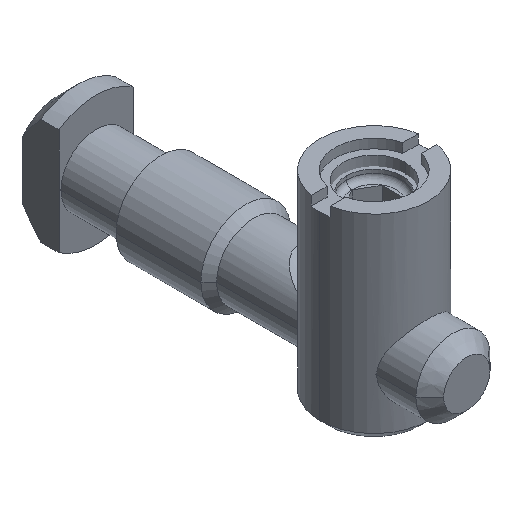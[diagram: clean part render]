
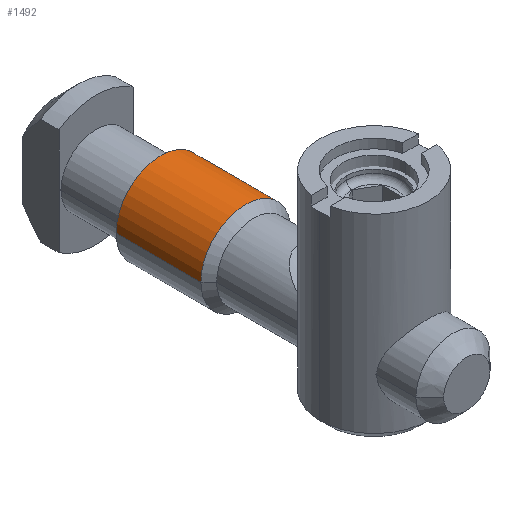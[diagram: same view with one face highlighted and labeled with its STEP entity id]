
A CAD part, isometric view. The second image highlights one B-rep face of the part: STEP entity #1492.
In plain terms, the highlighted cylindrical face has radius 4.85 mm (diameter 9.7 mm), a partial arc.
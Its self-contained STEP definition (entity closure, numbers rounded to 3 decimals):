
#6 = VERTEX_POINT ( 'NONE', #1556 ) ;
#118 = FACE_OUTER_BOUND ( 'NONE', #1173, .T. ) ;
#169 = CYLINDRICAL_SURFACE ( 'NONE', #2110, 4.85 ) ;
#298 = ORIENTED_EDGE ( 'NONE', *, *, #1667, .T. ) ;
#523 = VERTEX_POINT ( 'NONE', #871 ) ;
#612 = CARTESIAN_POINT ( 'NONE',  ( -0.85, 0., 0. ) ) ;
#627 = DIRECTION ( 'NONE',  ( 1., 0., 0. ) ) ;
#630 = EDGE_CURVE ( 'NONE', #1347, #523, #1404, .T. ) ;
#638 = CARTESIAN_POINT ( 'NONE',  ( -10., 0., -4.85 ) ) ;
#684 = ORIENTED_EDGE ( 'NONE', *, *, #931, .F. ) ;
#810 = CIRCLE ( 'NONE', #1929, 4.85 ) ;
#855 = VERTEX_POINT ( 'NONE', #957 ) ;
#862 = ORIENTED_EDGE ( 'NONE', *, *, #630, .F. ) ;
#864 = DIRECTION ( 'NONE',  ( 1., 0., 0. ) ) ;
#871 = CARTESIAN_POINT ( 'NONE',  ( -0.85, 0., -4.85 ) ) ;
#931 = EDGE_CURVE ( 'NONE', #6, #1347, #810, .T. ) ;
#957 = CARTESIAN_POINT ( 'NONE',  ( -0.85, 0., 4.85 ) ) ;
#1011 = CIRCLE ( 'NONE', #2210, 4.85 ) ;
#1044 = EDGE_CURVE ( 'NONE', #855, #523, #1011, .T. ) ;
#1172 = CARTESIAN_POINT ( 'NONE',  ( -10., 0., 0. ) ) ;
#1173 = EDGE_LOOP ( 'NONE', ( #684, #298, #1968, #862 ) ) ;
#1272 = CARTESIAN_POINT ( 'NONE',  ( -10., 0., -4.85 ) ) ;
#1345 = DIRECTION ( 'NONE',  ( -1., 0., 0. ) ) ;
#1347 = VERTEX_POINT ( 'NONE', #1272 ) ;
#1404 = LINE ( 'NONE', #638, #1831 ) ;
#1492 = ADVANCED_FACE ( 'NONE', ( #118 ), #169, .T. ) ;
#1556 = CARTESIAN_POINT ( 'NONE',  ( -10., 0., 4.85 ) ) ;
#1667 = EDGE_CURVE ( 'NONE', #6, #855, #1988, .T. ) ;
#1688 = CARTESIAN_POINT ( 'NONE',  ( -10., 0., 0. ) ) ;
#1703 = DIRECTION ( 'NONE',  ( -1., 0., 0. ) ) ;
#1714 = VECTOR ( 'NONE', #1803, 1000. ) ;
#1803 = DIRECTION ( 'NONE',  ( 1., 0., 0. ) ) ;
#1831 = VECTOR ( 'NONE', #627, 1000. ) ;
#1929 = AXIS2_PLACEMENT_3D ( 'NONE', #1688, #1345, #1944 ) ;
#1940 = CARTESIAN_POINT ( 'NONE',  ( -10., 0., 4.85 ) ) ;
#1944 = DIRECTION ( 'NONE',  ( 0., 0., 1. ) ) ;
#1955 = DIRECTION ( 'NONE',  ( 0., 0., 1. ) ) ;
#1968 = ORIENTED_EDGE ( 'NONE', *, *, #1044, .T. ) ;
#1988 = LINE ( 'NONE', #1940, #1714 ) ;
#2110 = AXIS2_PLACEMENT_3D ( 'NONE', #1172, #864, #2172 ) ;
#2172 = DIRECTION ( 'NONE',  ( 0., 0., -1. ) ) ;
#2210 = AXIS2_PLACEMENT_3D ( 'NONE', #612, #1703, #1955 ) ;
